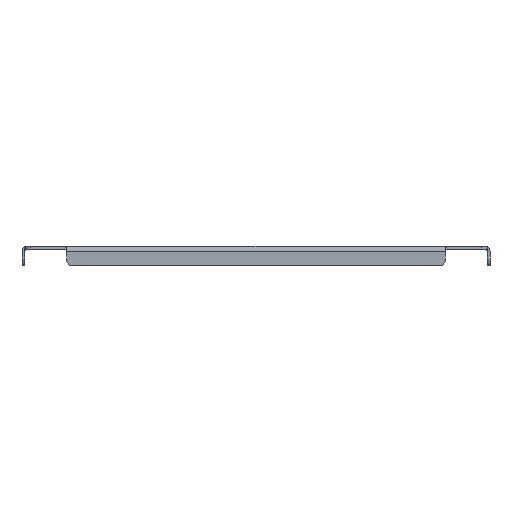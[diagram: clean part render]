
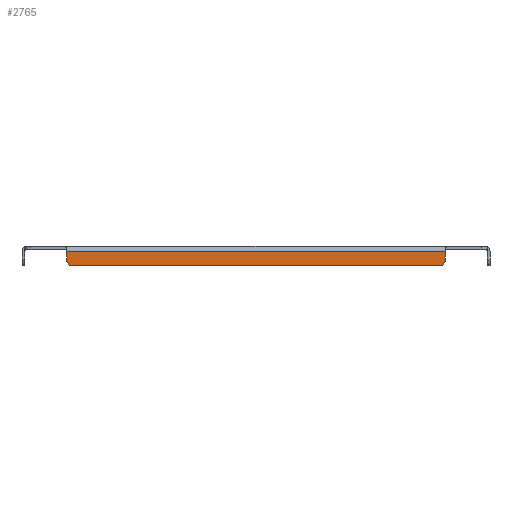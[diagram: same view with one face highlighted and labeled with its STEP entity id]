
A CAD part, front view. The second image highlights one B-rep face of the part: STEP entity #2765.
In plain terms, the highlighted planar face has unit normal (0, -1, 0).
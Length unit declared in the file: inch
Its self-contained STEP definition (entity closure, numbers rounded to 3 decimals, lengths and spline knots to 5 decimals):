
#5 = CIRCLE ( 'NONE', #331, 0.25 ) ;
#20 = DIRECTION ( 'NONE',  ( 0., -1., 0. ) ) ;
#83 = PLANE ( 'NONE',  #1448 ) ;
#123 = CARTESIAN_POINT ( 'NONE',  ( 8.46875, -19.46875, -0.625 ) ) ;
#170 = VERTEX_POINT ( 'NONE', #980 ) ;
#220 = EDGE_CURVE ( 'NONE', #2681, #3038, #1811, .T. ) ;
#262 = LINE ( 'NONE', #1227, #2253 ) ;
#294 = CARTESIAN_POINT ( 'NONE',  ( -8.46875, -19.46875, -0.237 ) ) ;
#325 = CARTESIAN_POINT ( 'NONE',  ( -8.21875, -19.46875, -0.625 ) ) ;
#331 = AXIS2_PLACEMENT_3D ( 'NONE', #2230, #3288, #1453 ) ;
#373 = VECTOR ( 'NONE', #3229, 39.37008 ) ;
#378 = ORIENTED_EDGE ( 'NONE', *, *, #673, .T. ) ;
#479 = AXIS2_PLACEMENT_3D ( 'NONE', #325, #553, #1582 ) ;
#553 = DIRECTION ( 'NONE',  ( 0., -1., 0. ) ) ;
#636 = LINE ( 'NONE', #666, #373 ) ;
#666 = CARTESIAN_POINT ( 'NONE',  ( 8.46875, -19.46875, -0.237 ) ) ;
#673 = EDGE_CURVE ( 'NONE', #2600, #1894, #262, .T. ) ;
#711 = VERTEX_POINT ( 'NONE', #2243 ) ;
#811 = EDGE_CURVE ( 'NONE', #3038, #170, #1985, .T. ) ;
#845 = ORIENTED_EDGE ( 'NONE', *, *, #220, .T. ) ;
#971 = LINE ( 'NONE', #1754, #3105 ) ;
#980 = CARTESIAN_POINT ( 'NONE',  ( -8.21875, -19.46875, -0.875 ) ) ;
#1227 = CARTESIAN_POINT ( 'NONE',  ( 8.46875, -19.46875, 0. ) ) ;
#1231 = CARTESIAN_POINT ( 'NONE',  ( -8.46875, -19.46875, 0. ) ) ;
#1448 = AXIS2_PLACEMENT_3D ( 'NONE', #2388, #20, #3132 ) ;
#1453 = DIRECTION ( 'NONE',  ( 0., 0., -1. ) ) ;
#1466 = EDGE_CURVE ( 'NONE', #711, #2600, #5, .T. ) ;
#1582 = DIRECTION ( 'NONE',  ( 0., 0., -1. ) ) ;
#1651 = EDGE_LOOP ( 'NONE', ( #845, #2566, #3180, #3186, #378, #2727 ) ) ;
#1741 = DIRECTION ( 'NONE',  ( 0., 0., 1. ) ) ;
#1754 = CARTESIAN_POINT ( 'NONE',  ( -10.34375, -19.46875, -0.875 ) ) ;
#1811 = LINE ( 'NONE', #1231, #2677 ) ;
#1894 = VERTEX_POINT ( 'NONE', #2328 ) ;
#1985 = CIRCLE ( 'NONE', #479, 0.25 ) ;
#2113 = FACE_OUTER_BOUND ( 'NONE', #1651, .T. ) ;
#2230 = CARTESIAN_POINT ( 'NONE',  ( 8.21875, -19.46875, -0.625 ) ) ;
#2243 = CARTESIAN_POINT ( 'NONE',  ( 8.21875, -19.46875, -0.875 ) ) ;
#2245 = DIRECTION ( 'NONE',  ( 0., 0., -1. ) ) ;
#2253 = VECTOR ( 'NONE', #1741, 39.37008 ) ;
#2305 = CARTESIAN_POINT ( 'NONE',  ( -8.46875, -19.46875, -0.625 ) ) ;
#2328 = CARTESIAN_POINT ( 'NONE',  ( 8.46875, -19.46875, -0.237 ) ) ;
#2388 = CARTESIAN_POINT ( 'NONE',  ( -10.34375, -19.46875, 0. ) ) ;
#2566 = ORIENTED_EDGE ( 'NONE', *, *, #811, .T. ) ;
#2600 = VERTEX_POINT ( 'NONE', #123 ) ;
#2677 = VECTOR ( 'NONE', #2245, 39.37008 ) ;
#2681 = VERTEX_POINT ( 'NONE', #294 ) ;
#2727 = ORIENTED_EDGE ( 'NONE', *, *, #3194, .F. ) ;
#2765 = ADVANCED_FACE ( 'NONE', ( #2113 ), #83, .T. ) ;
#2931 = EDGE_CURVE ( 'NONE', #170, #711, #971, .T. ) ;
#3011 = DIRECTION ( 'NONE',  ( 1., 0., 0. ) ) ;
#3038 = VERTEX_POINT ( 'NONE', #2305 ) ;
#3105 = VECTOR ( 'NONE', #3011, 39.37008 ) ;
#3132 = DIRECTION ( 'NONE',  ( 0., 0., -1. ) ) ;
#3180 = ORIENTED_EDGE ( 'NONE', *, *, #2931, .T. ) ;
#3186 = ORIENTED_EDGE ( 'NONE', *, *, #1466, .T. ) ;
#3194 = EDGE_CURVE ( 'NONE', #2681, #1894, #636, .T. ) ;
#3229 = DIRECTION ( 'NONE',  ( 1., 0., 0. ) ) ;
#3288 = DIRECTION ( 'NONE',  ( 0., -1., 0. ) ) ;
